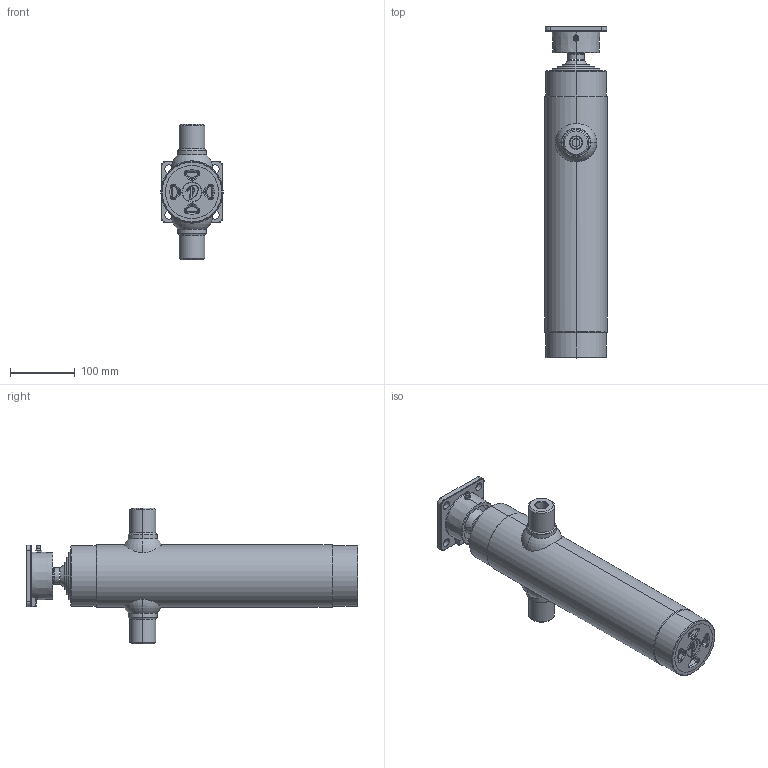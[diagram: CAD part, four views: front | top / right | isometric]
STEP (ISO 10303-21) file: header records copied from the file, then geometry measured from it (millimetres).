
FILE_DESCRIPTION (( 'STEP AP203' ), '1' );
FILE_NAME ('3397BGZ.STEP', '2014-10-07T06:31:05', ( '' ), ( '' ), 'SwSTEP 2.0', 'SolidWorks 2013', '' );
FILE_SCHEMA (( 'CONFIG_CONTROL_DESIGN' ));
Length unit declared in the file: millimetre
Products named in the file (1): 3397BGZ
Bounding box: 96 x 512 x 209 mm (x, y, z)
Surface area: 431749.4 mm2 (no closed solid volume)
Topology: 0 solids, 35 shells, 345 faces, 1087 edges, 760 vertices
Faces by surface type: cylinder 93, torus 85, cone 78, plane 63, bspline 22, sphere 4
Entity records: 14890 total; most frequent: CARTESIAN_POINT 5305, DIRECTION 2148, ORIENTED_EDGE 1707, EDGE_CURVE 1080, AXIS2_PLACEMENT_3D 870, VERTEX_POINT 757, CIRCLE 546, LINE 408
